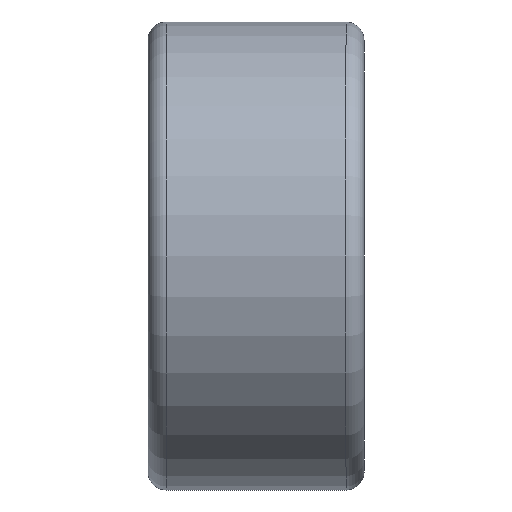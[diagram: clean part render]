
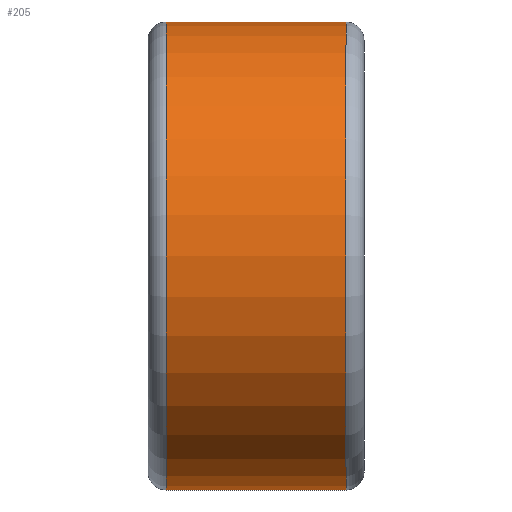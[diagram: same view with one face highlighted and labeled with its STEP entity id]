
A CAD part, left-side view. The second image highlights one B-rep face of the part: STEP entity #205.
In plain terms, the highlighted cylindrical face has radius 6.5 mm (diameter 13 mm), a partial arc.
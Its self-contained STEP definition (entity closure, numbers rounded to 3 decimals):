
#10 = VERTEX_POINT ( 'NONE', #321 ) ;
#28 = FACE_OUTER_BOUND ( 'NONE', #345, .T. ) ;
#34 = EDGE_CURVE ( 'NONE', #10, #294, #327, .T. ) ;
#40 = CARTESIAN_POINT ( 'NONE',  ( 0., 5.5, 0. ) ) ;
#52 = LINE ( 'NONE', #123, #282 ) ;
#55 = CARTESIAN_POINT ( 'NONE',  ( 0., 5.5, 6.5 ) ) ;
#57 = CIRCLE ( 'NONE', #193, 6.5 ) ;
#98 = CARTESIAN_POINT ( 'NONE',  ( 0., 0.5, 6.5 ) ) ;
#99 = DIRECTION ( 'NONE',  ( 0., -1., 0. ) ) ;
#100 = CIRCLE ( 'NONE', #201, 6.5 ) ;
#108 = DIRECTION ( 'NONE',  ( 0., -1., 0. ) ) ;
#114 = EDGE_CURVE ( 'NONE', #258, #10, #57, .T. ) ;
#120 = DIRECTION ( 'NONE',  ( 0., -1., 0. ) ) ;
#123 = CARTESIAN_POINT ( 'NONE',  ( 0., 6., 6.5 ) ) ;
#125 = VECTOR ( 'NONE', #99, 1000. ) ;
#146 = ORIENTED_EDGE ( 'NONE', *, *, #154, .F. ) ;
#147 = CYLINDRICAL_SURFACE ( 'NONE', #354, 6.5 ) ;
#154 = EDGE_CURVE ( 'NONE', #258, #323, #52, .T. ) ;
#168 = ORIENTED_EDGE ( 'NONE', *, *, #265, .T. ) ;
#177 = CARTESIAN_POINT ( 'NONE',  ( 0., 6., 0. ) ) ;
#183 = DIRECTION ( 'NONE',  ( 0., 0., -1. ) ) ;
#193 = AXIS2_PLACEMENT_3D ( 'NONE', #40, #108, #355 ) ;
#201 = AXIS2_PLACEMENT_3D ( 'NONE', #399, #371, #309 ) ;
#205 = ADVANCED_FACE ( 'NONE', ( #28 ), #147, .T. ) ;
#258 = VERTEX_POINT ( 'NONE', #55 ) ;
#265 = EDGE_CURVE ( 'NONE', #294, #323, #100, .T. ) ;
#280 = ORIENTED_EDGE ( 'NONE', *, *, #34, .T. ) ;
#282 = VECTOR ( 'NONE', #120, 1000. ) ;
#285 = DIRECTION ( 'NONE',  ( 0., -1., 0. ) ) ;
#294 = VERTEX_POINT ( 'NONE', #318 ) ;
#309 = DIRECTION ( 'NONE',  ( 0., 0., 1. ) ) ;
#318 = CARTESIAN_POINT ( 'NONE',  ( 0., 0.5, -6.5 ) ) ;
#319 = ORIENTED_EDGE ( 'NONE', *, *, #114, .T. ) ;
#321 = CARTESIAN_POINT ( 'NONE',  ( 0., 5.5, -6.5 ) ) ;
#323 = VERTEX_POINT ( 'NONE', #98 ) ;
#327 = LINE ( 'NONE', #379, #125 ) ;
#345 = EDGE_LOOP ( 'NONE', ( #146, #319, #280, #168 ) ) ;
#354 = AXIS2_PLACEMENT_3D ( 'NONE', #177, #285, #183 ) ;
#355 = DIRECTION ( 'NONE',  ( 0., 0., 1. ) ) ;
#371 = DIRECTION ( 'NONE',  ( 0., 1., 0. ) ) ;
#379 = CARTESIAN_POINT ( 'NONE',  ( 0., 6., -6.5 ) ) ;
#399 = CARTESIAN_POINT ( 'NONE',  ( 0., 0.5, 0. ) ) ;
